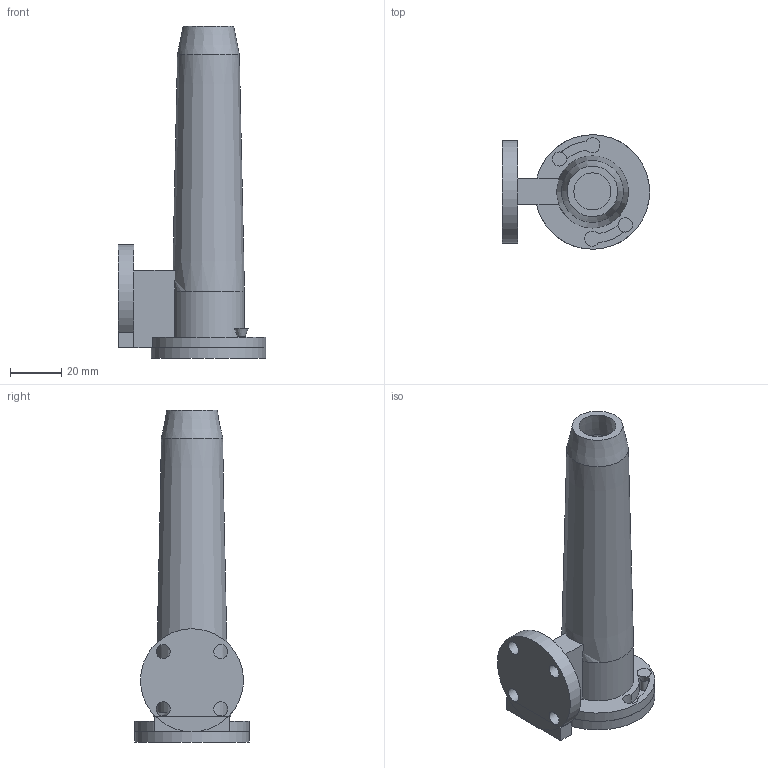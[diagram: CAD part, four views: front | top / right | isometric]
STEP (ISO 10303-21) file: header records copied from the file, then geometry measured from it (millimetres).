
FILE_DESCRIPTION(('FreeCAD Model'),'2;1');
FILE_NAME( 'rotu_tool_v01.step' ,'2020-11-14T21:22:37',('Author'),(''), 'Open CASCADE STEP processor 7.4','FreeCAD','Unknown');
FILE_SCHEMA(('AUTOMOTIVE_DESIGN_CC2 { 1 2 10303 214 -1 1 5 4 }'));
Length unit declared in the file: millimetre
Products named in the file (3): Unnamed; Shape; Shape001
Assembly tree (2 placements, depth 2):
  Unnamed
    Shape
    Shape001
Bounding box: 57.25 x 44.5 x 129 mm (x, y, z)
Volume: 46503.8 mm3; surface area: 28747 mm2
Topology: 2 solids, 2 shells, 61 faces, 144 edges, 88 vertices
Faces by surface type: plane 31, cylinder 24, cone 6
Full cylindrical faces by diameter (mm): 3 x2, 5.5 x4, 22 x1, 44.5 x1
Entity records: 3749 total; most frequent: CARTESIAN_POINT 878, DIRECTION 513, ORIENTED_EDGE 288, PCURVE 288, DEFINITIONAL_REPRESENTATION 288, LINE 219, VECTOR 219, EDGE_CURVE 144
